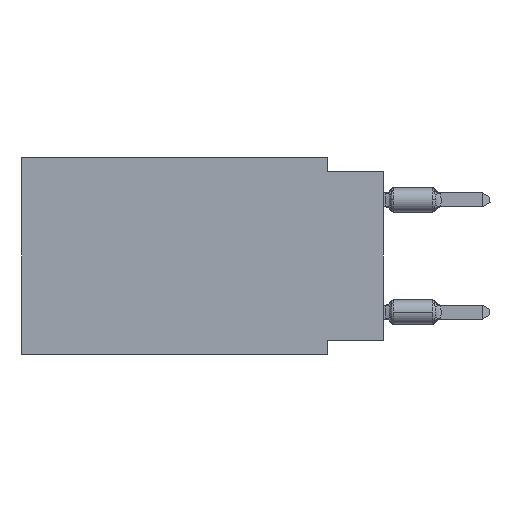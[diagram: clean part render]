
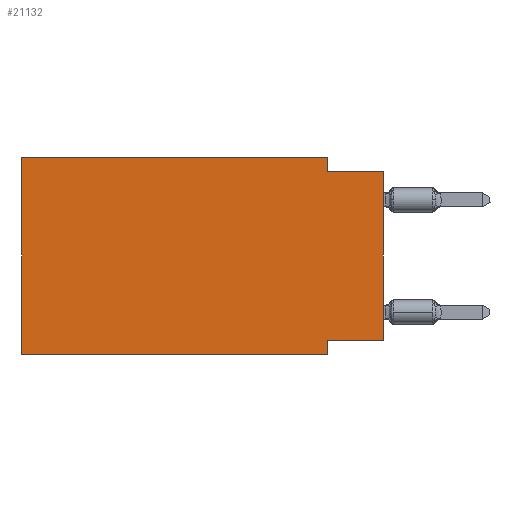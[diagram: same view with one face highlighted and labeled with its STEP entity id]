
A CAD part, left-side view. The second image highlights one B-rep face of the part: STEP entity #21132.
In plain terms, the highlighted planar face has unit normal (-1, 0, 0).
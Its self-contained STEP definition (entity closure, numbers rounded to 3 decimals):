
#139 = VECTOR ( 'NONE', #12184, 1000. ) ;
#238 = CARTESIAN_POINT ( 'NONE',  ( 0., 16.383, 0. ) ) ;
#1301 = LINE ( 'NONE', #17529, #20884 ) ;
#1438 = VERTEX_POINT ( 'NONE', #19669 ) ;
#1572 = ORIENTED_EDGE ( 'NONE', *, *, #11409, .F. ) ;
#1699 = EDGE_CURVE ( 'NONE', #17720, #19027, #18025, .T. ) ;
#1903 = DIRECTION ( 'NONE',  ( 0., 0., -1. ) ) ;
#2031 = CARTESIAN_POINT ( 'NONE',  ( 0., 2.54, -8.89 ) ) ;
#2088 = PLANE ( 'NONE',  #16105 ) ;
#2719 = VECTOR ( 'NONE', #7674, 1000. ) ;
#2735 = EDGE_CURVE ( 'NONE', #4528, #25498, #15932, .T. ) ;
#3098 = CARTESIAN_POINT ( 'NONE',  ( 0., 2.54, -0.635 ) ) ;
#4027 = EDGE_LOOP ( 'NONE', ( #23955, #4793, #6931, #1572, #24771, #20278, #18967, #23795 ) ) ;
#4073 = CARTESIAN_POINT ( 'NONE',  ( 0., 0., -8.255 ) ) ;
#4528 = VERTEX_POINT ( 'NONE', #3098 ) ;
#4793 = ORIENTED_EDGE ( 'NONE', *, *, #2735, .F. ) ;
#4937 = VECTOR ( 'NONE', #26218, 1000. ) ;
#6301 = DIRECTION ( 'NONE',  ( 0., -1., 0. ) ) ;
#6861 = CARTESIAN_POINT ( 'NONE',  ( 0., 16.383, 0. ) ) ;
#6931 = ORIENTED_EDGE ( 'NONE', *, *, #25979, .F. ) ;
#7663 = DIRECTION ( 'NONE',  ( 0., 0., 1. ) ) ;
#7674 = DIRECTION ( 'NONE',  ( 0., -1., 0. ) ) ;
#8414 = EDGE_CURVE ( 'NONE', #21284, #22367, #12278, .T. ) ;
#9939 = VECTOR ( 'NONE', #7663, 1000. ) ;
#10050 = VECTOR ( 'NONE', #6301, 1000. ) ;
#10207 = DIRECTION ( 'NONE',  ( 1., 0., 0. ) ) ;
#11227 = EDGE_CURVE ( 'NONE', #1438, #25498, #23695, .T. ) ;
#11409 = EDGE_CURVE ( 'NONE', #19027, #12148, #14799, .T. ) ;
#11669 = CARTESIAN_POINT ( 'NONE',  ( 0., 16.383, 0. ) ) ;
#12148 = VERTEX_POINT ( 'NONE', #15560 ) ;
#12184 = DIRECTION ( 'NONE',  ( 0., 1., 0. ) ) ;
#12278 = LINE ( 'NONE', #2031, #14316 ) ;
#12333 = DIRECTION ( 'NONE',  ( 0., 0., -1. ) ) ;
#12542 = LINE ( 'NONE', #24204, #25082 ) ;
#12994 = CARTESIAN_POINT ( 'NONE',  ( 0., 2.54, -8.255 ) ) ;
#13345 = EDGE_CURVE ( 'NONE', #17720, #22367, #1301, .T. ) ;
#13837 = DIRECTION ( 'NONE',  ( 0., -1., 0. ) ) ;
#14033 = EDGE_CURVE ( 'NONE', #1438, #21284, #22511, .T. ) ;
#14316 = VECTOR ( 'NONE', #24091, 1000. ) ;
#14799 = LINE ( 'NONE', #18369, #10050 ) ;
#15560 = CARTESIAN_POINT ( 'NONE',  ( 0., 2.54, 0. ) ) ;
#15932 = LINE ( 'NONE', #22025, #2719 ) ;
#16105 = AXIS2_PLACEMENT_3D ( 'NONE', #238, #10207, #12333 ) ;
#16657 = CARTESIAN_POINT ( 'NONE',  ( 0., 16.383, -8.89 ) ) ;
#17529 = CARTESIAN_POINT ( 'NONE',  ( 0., 16.383, -8.89 ) ) ;
#17720 = VERTEX_POINT ( 'NONE', #16657 ) ;
#18025 = LINE ( 'NONE', #11669, #9939 ) ;
#18116 = CARTESIAN_POINT ( 'NONE',  ( 0., 0., 0. ) ) ;
#18369 = CARTESIAN_POINT ( 'NONE',  ( 0., 16.383, 0. ) ) ;
#18430 = FACE_OUTER_BOUND ( 'NONE', #4027, .T. ) ;
#18967 = ORIENTED_EDGE ( 'NONE', *, *, #8414, .F. ) ;
#19027 = VERTEX_POINT ( 'NONE', #6861 ) ;
#19669 = CARTESIAN_POINT ( 'NONE',  ( 0., 0., -8.255 ) ) ;
#19690 = CARTESIAN_POINT ( 'NONE',  ( 0., 2.54, -8.89 ) ) ;
#20278 = ORIENTED_EDGE ( 'NONE', *, *, #13345, .T. ) ;
#20884 = VECTOR ( 'NONE', #13837, 1000. ) ;
#21132 = ADVANCED_FACE ( 'NONE', ( #18430 ), #2088, .F. ) ;
#21284 = VERTEX_POINT ( 'NONE', #12994 ) ;
#22025 = CARTESIAN_POINT ( 'NONE',  ( 0., 0., -0.635 ) ) ;
#22367 = VERTEX_POINT ( 'NONE', #19690 ) ;
#22511 = LINE ( 'NONE', #4073, #139 ) ;
#23695 = LINE ( 'NONE', #18116, #4937 ) ;
#23795 = ORIENTED_EDGE ( 'NONE', *, *, #14033, .F. ) ;
#23955 = ORIENTED_EDGE ( 'NONE', *, *, #11227, .T. ) ;
#24091 = DIRECTION ( 'NONE',  ( 0., 0., -1. ) ) ;
#24204 = CARTESIAN_POINT ( 'NONE',  ( 0., 2.54, 0. ) ) ;
#24771 = ORIENTED_EDGE ( 'NONE', *, *, #1699, .F. ) ;
#25082 = VECTOR ( 'NONE', #1903, 1000. ) ;
#25498 = VERTEX_POINT ( 'NONE', #25589 ) ;
#25589 = CARTESIAN_POINT ( 'NONE',  ( 0., 0., -0.635 ) ) ;
#25979 = EDGE_CURVE ( 'NONE', #12148, #4528, #12542, .T. ) ;
#26218 = DIRECTION ( 'NONE',  ( 0., 0., 1. ) ) ;
